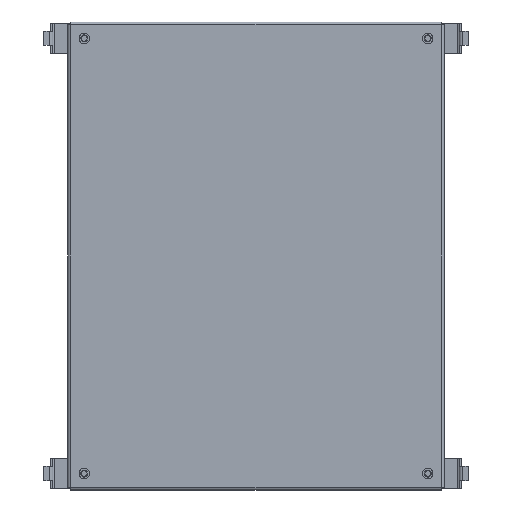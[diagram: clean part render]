
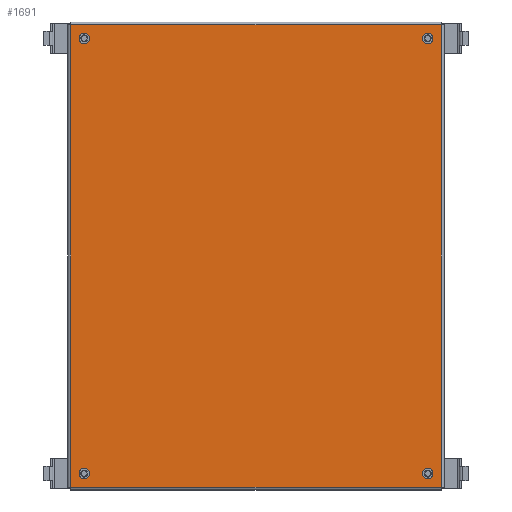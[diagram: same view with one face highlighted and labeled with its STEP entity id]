
A CAD part, front view. The second image highlights one B-rep face of the part: STEP entity #1691.
In plain terms, the highlighted planar face has unit normal (0, -1, 0).
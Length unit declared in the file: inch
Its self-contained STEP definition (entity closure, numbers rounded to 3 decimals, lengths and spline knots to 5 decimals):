
#19 = VERTEX_POINT ( 'NONE', #1023 ) ;
#21 = VERTEX_POINT ( 'NONE', #5445 ) ;
#51 = VERTEX_POINT ( 'NONE', #3721 ) ;
#115 = ORIENTED_EDGE ( 'NONE', *, *, #1146, .F. ) ;
#116 = CARTESIAN_POINT ( 'NONE',  ( 9.125, 0., 11.84375 ) ) ;
#184 = DIRECTION ( 'NONE',  ( 0., -1., 0. ) ) ;
#208 = ORIENTED_EDGE ( 'NONE', *, *, #1382, .F. ) ;
#249 = CIRCLE ( 'NONE', #5136, 0.28125 ) ;
#344 = VECTOR ( 'NONE', #970, 39.37008 ) ;
#505 = ORIENTED_EDGE ( 'NONE', *, *, #4199, .F. ) ;
#574 = PLANE ( 'NONE',  #1422 ) ;
#686 = ORIENTED_EDGE ( 'NONE', *, *, #2337, .F. ) ;
#704 = ORIENTED_EDGE ( 'NONE', *, *, #2247, .F. ) ;
#729 = CIRCLE ( 'NONE', #1452, 0.28125 ) ;
#843 = CIRCLE ( 'NONE', #1695, 0.28125 ) ;
#845 = VECTOR ( 'NONE', #1689, 39.37008 ) ;
#880 = VERTEX_POINT ( 'NONE', #116 ) ;
#924 = CIRCLE ( 'NONE', #4361, 0.28125 ) ;
#945 = CARTESIAN_POINT ( 'NONE',  ( -9.125, 0., -11.5625 ) ) ;
#970 = DIRECTION ( 'NONE',  ( 1., 0., 0. ) ) ;
#1020 = VERTEX_POINT ( 'NONE', #3214 ) ;
#1023 = CARTESIAN_POINT ( 'NONE',  ( 9.125, 0., -11.84375 ) ) ;
#1095 = CARTESIAN_POINT ( 'NONE',  ( -9.857, 0., 12.2945 ) ) ;
#1146 = EDGE_CURVE ( 'NONE', #19, #21, #729, .T. ) ;
#1203 = CARTESIAN_POINT ( 'NONE',  ( -9.125, 0., 11.5625 ) ) ;
#1206 = ORIENTED_EDGE ( 'NONE', *, *, #1334, .F. ) ;
#1317 = CARTESIAN_POINT ( 'NONE',  ( 9.125, 0., 11.5625 ) ) ;
#1334 = EDGE_CURVE ( 'NONE', #2093, #2189, #249, .T. ) ;
#1382 = EDGE_CURVE ( 'NONE', #4573, #4966, #924, .T. ) ;
#1384 = DIRECTION ( 'NONE',  ( 0., 0., 1. ) ) ;
#1422 = AXIS2_PLACEMENT_3D ( 'NONE', #3148, #5375, #1384 ) ;
#1452 = AXIS2_PLACEMENT_3D ( 'NONE', #2511, #4648, #2929 ) ;
#1668 = EDGE_CURVE ( 'NONE', #1020, #3278, #4865, .T. ) ;
#1689 = DIRECTION ( 'NONE',  ( 0., 0., -1. ) ) ;
#1691 = ADVANCED_FACE ( 'NONE', ( #2829, #5430, #5006, #2959, #4936 ), #574, .F. ) ;
#1695 = AXIS2_PLACEMENT_3D ( 'NONE', #3347, #5550, #2921 ) ;
#1758 = EDGE_LOOP ( 'NONE', ( #1912, #115 ) ) ;
#1835 = DIRECTION ( 'NONE',  ( 0., -1., 0. ) ) ;
#1912 = ORIENTED_EDGE ( 'NONE', *, *, #5669, .F. ) ;
#2048 = AXIS2_PLACEMENT_3D ( 'NONE', #1203, #3762, #4211 ) ;
#2063 = CARTESIAN_POINT ( 'NONE',  ( 9.857, 0., 12.2945 ) ) ;
#2076 = ORIENTED_EDGE ( 'NONE', *, *, #5494, .F. ) ;
#2093 = VERTEX_POINT ( 'NONE', #3062 ) ;
#2118 = DIRECTION ( 'NONE',  ( 0., 0., 1. ) ) ;
#2189 = VERTEX_POINT ( 'NONE', #3617 ) ;
#2247 = EDGE_CURVE ( 'NONE', #3466, #1020, #2753, .T. ) ;
#2337 = EDGE_CURVE ( 'NONE', #880, #51, #843, .T. ) ;
#2419 = VECTOR ( 'NONE', #4165, 39.37008 ) ;
#2499 = EDGE_CURVE ( 'NONE', #51, #880, #3845, .T. ) ;
#2511 = CARTESIAN_POINT ( 'NONE',  ( 9.125, 0., -11.5625 ) ) ;
#2564 = ORIENTED_EDGE ( 'NONE', *, *, #2919, .F. ) ;
#2575 = EDGE_LOOP ( 'NONE', ( #686, #2592 ) ) ;
#2592 = ORIENTED_EDGE ( 'NONE', *, *, #2499, .F. ) ;
#2739 = AXIS2_PLACEMENT_3D ( 'NONE', #945, #5307, #3986 ) ;
#2753 = LINE ( 'NONE', #3242, #2419 ) ;
#2809 = CARTESIAN_POINT ( 'NONE',  ( 9.125, 0., -11.5625 ) ) ;
#2822 = AXIS2_PLACEMENT_3D ( 'NONE', #2809, #184, #4934 ) ;
#2829 = FACE_OUTER_BOUND ( 'NONE', #4230, .T. ) ;
#2919 = EDGE_CURVE ( 'NONE', #3861, #3466, #3429, .T. ) ;
#2921 = DIRECTION ( 'NONE',  ( 0., 0., 1. ) ) ;
#2922 = LINE ( 'NONE', #4335, #344 ) ;
#2929 = DIRECTION ( 'NONE',  ( 0., 0., 1. ) ) ;
#2959 = FACE_BOUND ( 'NONE', #3147, .T. ) ;
#3062 = CARTESIAN_POINT ( 'NONE',  ( -9.125, 0., -11.84375 ) ) ;
#3147 = EDGE_LOOP ( 'NONE', ( #208, #4342 ) ) ;
#3148 = CARTESIAN_POINT ( 'NONE',  ( -9.857, 0., 12.2945 ) ) ;
#3214 = CARTESIAN_POINT ( 'NONE',  ( -9.857, 0., -12.2945 ) ) ;
#3242 = CARTESIAN_POINT ( 'NONE',  ( -9.857, 0., -12.2945 ) ) ;
#3278 = VERTEX_POINT ( 'NONE', #1095 ) ;
#3347 = CARTESIAN_POINT ( 'NONE',  ( 9.125, 0., 11.5625 ) ) ;
#3429 = LINE ( 'NONE', #2063, #845 ) ;
#3466 = VERTEX_POINT ( 'NONE', #5128 ) ;
#3617 = CARTESIAN_POINT ( 'NONE',  ( -9.125, 0., -11.28125 ) ) ;
#3721 = CARTESIAN_POINT ( 'NONE',  ( 9.125, 0., 11.28125 ) ) ;
#3762 = DIRECTION ( 'NONE',  ( 0., -1., 0. ) ) ;
#3845 = CIRCLE ( 'NONE', #4560, 0.28125 ) ;
#3861 = VERTEX_POINT ( 'NONE', #5117 ) ;
#3986 = DIRECTION ( 'NONE',  ( 0., 0., 1. ) ) ;
#3993 = EDGE_CURVE ( 'NONE', #4966, #4573, #5531, .T. ) ;
#4165 = DIRECTION ( 'NONE',  ( -1., 0., 0. ) ) ;
#4195 = VECTOR ( 'NONE', #4468, 39.37008 ) ;
#4199 = EDGE_CURVE ( 'NONE', #3278, #3861, #2922, .T. ) ;
#4211 = DIRECTION ( 'NONE',  ( 0., 0., 1. ) ) ;
#4223 = CARTESIAN_POINT ( 'NONE',  ( -9.125, 0., 11.84375 ) ) ;
#4230 = EDGE_LOOP ( 'NONE', ( #704, #2564, #505, #5664 ) ) ;
#4306 = DIRECTION ( 'NONE',  ( 0., 0., 1. ) ) ;
#4335 = CARTESIAN_POINT ( 'NONE',  ( -9.857, 0., 12.2945 ) ) ;
#4342 = ORIENTED_EDGE ( 'NONE', *, *, #3993, .F. ) ;
#4361 = AXIS2_PLACEMENT_3D ( 'NONE', #4944, #5335, #4531 ) ;
#4468 = DIRECTION ( 'NONE',  ( 0., 0., 1. ) ) ;
#4531 = DIRECTION ( 'NONE',  ( 0., 0., 1. ) ) ;
#4547 = CIRCLE ( 'NONE', #2822, 0.28125 ) ;
#4560 = AXIS2_PLACEMENT_3D ( 'NONE', #1317, #5204, #4306 ) ;
#4573 = VERTEX_POINT ( 'NONE', #4223 ) ;
#4648 = DIRECTION ( 'NONE',  ( 0., -1., 0. ) ) ;
#4735 = CARTESIAN_POINT ( 'NONE',  ( -9.125, 0., -11.5625 ) ) ;
#4760 = EDGE_LOOP ( 'NONE', ( #2076, #1206 ) ) ;
#4809 = CIRCLE ( 'NONE', #2739, 0.28125 ) ;
#4865 = LINE ( 'NONE', #5336, #4195 ) ;
#4934 = DIRECTION ( 'NONE',  ( 0., 0., 1. ) ) ;
#4936 = FACE_BOUND ( 'NONE', #4760, .T. ) ;
#4944 = CARTESIAN_POINT ( 'NONE',  ( -9.125, 0., 11.5625 ) ) ;
#4966 = VERTEX_POINT ( 'NONE', #5144 ) ;
#5006 = FACE_BOUND ( 'NONE', #2575, .T. ) ;
#5117 = CARTESIAN_POINT ( 'NONE',  ( 9.857, 0., 12.2945 ) ) ;
#5128 = CARTESIAN_POINT ( 'NONE',  ( 9.857, 0., -12.2945 ) ) ;
#5136 = AXIS2_PLACEMENT_3D ( 'NONE', #4735, #1835, #2118 ) ;
#5144 = CARTESIAN_POINT ( 'NONE',  ( -9.125, 0., 11.28125 ) ) ;
#5204 = DIRECTION ( 'NONE',  ( 0., -1., 0. ) ) ;
#5307 = DIRECTION ( 'NONE',  ( 0., -1., 0. ) ) ;
#5335 = DIRECTION ( 'NONE',  ( 0., -1., 0. ) ) ;
#5336 = CARTESIAN_POINT ( 'NONE',  ( -9.857, 0., 12.2945 ) ) ;
#5375 = DIRECTION ( 'NONE',  ( 0., 1., 0. ) ) ;
#5430 = FACE_BOUND ( 'NONE', #1758, .T. ) ;
#5445 = CARTESIAN_POINT ( 'NONE',  ( 9.125, 0., -11.28125 ) ) ;
#5494 = EDGE_CURVE ( 'NONE', #2189, #2093, #4809, .T. ) ;
#5531 = CIRCLE ( 'NONE', #2048, 0.28125 ) ;
#5550 = DIRECTION ( 'NONE',  ( 0., -1., 0. ) ) ;
#5664 = ORIENTED_EDGE ( 'NONE', *, *, #1668, .F. ) ;
#5669 = EDGE_CURVE ( 'NONE', #21, #19, #4547, .T. ) ;
